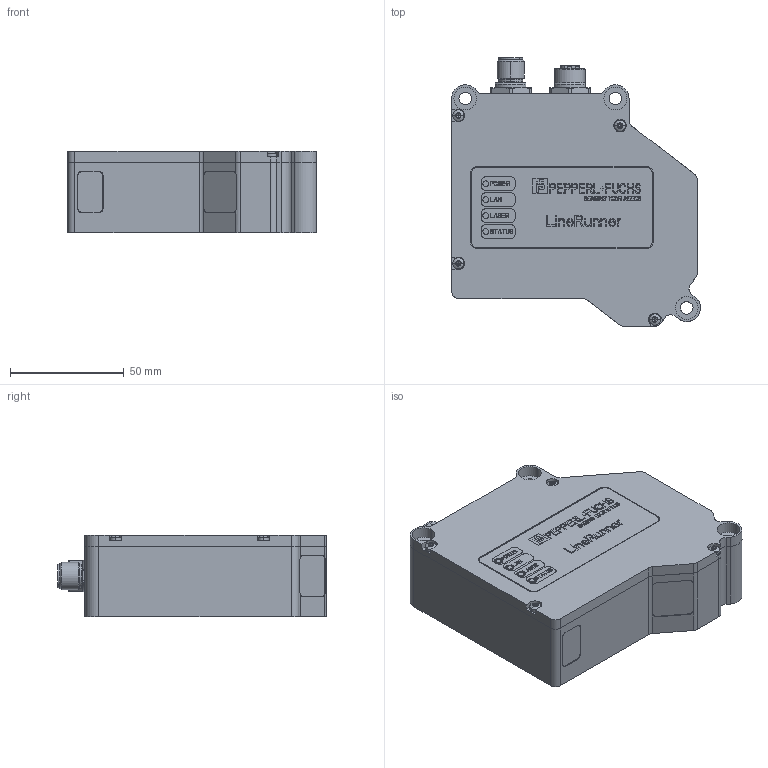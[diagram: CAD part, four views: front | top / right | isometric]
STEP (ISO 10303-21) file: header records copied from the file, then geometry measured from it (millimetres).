
FILE_DESCRIPTION((''),'2;1');
FILE_NAME('CAD1436_ASM','2011-12-16T',('dhelisch'),(''),'PRO/ENGINEER BY PARAMETRIC TECHNOLOGY CORPORATION, 2007250','PRO/ENGINEER BY PARAMETRIC TECHNOLOGY CORPORATION, 2007250','');
FILE_SCHEMA(('CONFIG_CONTROL_DESIGN'));
Length unit declared in the file: millimetre
Products named in the file (22): DG000049_LLS_GEHAEUSEWANNE_1; MANIFOLD_SOLID_BREP_124_1; MANIFOLD_SOLID_BREP_125_1; KBORB074KWKC_ASM_1_ASM; 09_3481_500_08_BG_ASM_1_ASM; MANIFOLD_SOLID_BREP_95_1; MANIFOLD_SOLID_BREP_96_1; KBORD822LCXE_ASM_1_ASM; 09_3732_500_04_BG_ASM_1_ASM; DDE1505_LLS_BAUTEIL_1; DG000091_LLS_STECKERPLATINE_ASM_ASM; DG000048_LLS_DECKEL_1; DG_07BCR8_LLS_DECKEL_LL_ASM_1_ASM; DG_04C8K6_OPTIKSCHEIBE_LSS_1; DG_04C8K7_OBJEKTIVSCHEIBE_LSS_1; DG_04C8T9_PMMA-SCHEIBE_1; SCREW_ISO14583-M2_5X8_1; DG_04CEC7_LLS_FOLIE_1; _DG_141307_LR300_ZSB_EXT_ASM_1; DG_141307_LR300_ZSB_EXT_ASM_1_ASM; _CAD1436; CAD1436_ASM
Assembly tree (24 placements, depth 6):
  CAD1436_ASM
    DG_141307_LR300_ZSB_EXT_ASM_1_ASM
      DG000049_LLS_GEHAEUSEWANNE_1
      DG000091_LLS_STECKERPLATINE_ASM_ASM
        09_3481_500_08_BG_ASM_1_ASM
          KBORB074KWKC_ASM_1_ASM
            MANIFOLD_SOLID_BREP_124_1
            MANIFOLD_SOLID_BREP_125_1
        09_3732_500_04_BG_ASM_1_ASM
          KBORD822LCXE_ASM_1_ASM
            MANIFOLD_SOLID_BREP_95_1
            MANIFOLD_SOLID_BREP_96_1
        DDE1505_LLS_BAUTEIL_1
      DG_07BCR8_LLS_DECKEL_LL_ASM_1_ASM
        DG000048_LLS_DECKEL_1
      DG_04C8K6_OPTIKSCHEIBE_LSS_1
      DG_04C8K7_OBJEKTIVSCHEIBE_LSS_1
      DG_04C8T9_PMMA-SCHEIBE_1
      SCREW_ISO14583-M2_5X8_1  x4
      DG_04CEC7_LLS_FOLIE_1
      _DG_141307_LR300_ZSB_EXT_ASM_1
    _CAD1436
Bounding box: 109.41 x 118.18 x 36 mm (x, y, z)
Volume: 338417 mm3; surface area: 82697.3 mm2
Topology: 15 solids, 72 shells, 1305 faces, 4743 edges, 3551 vertices
Faces by surface type: plane 504, cylinder 489, cone 180, bspline 57, torus 51, sphere 24
Entity records: 59946 total; most frequent: CARTESIAN_POINT 11691, DIRECTION 7713, ORIENTED_EDGE 7574, EDGE_CURVE 4307, VERTEX_POINT 3326, VECTOR 2821, LINE 2821, AXIS2_PLACEMENT_3D 2446
